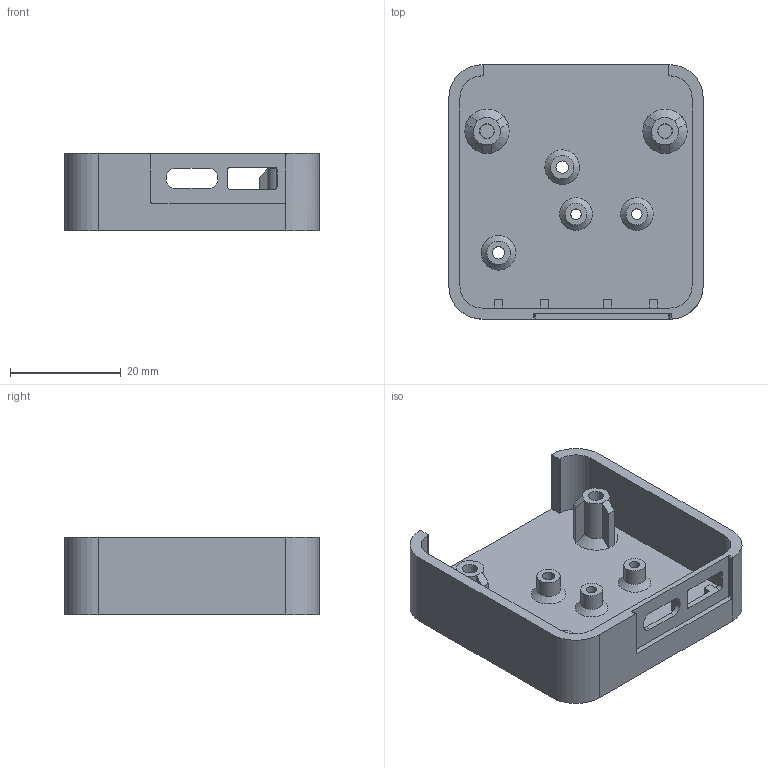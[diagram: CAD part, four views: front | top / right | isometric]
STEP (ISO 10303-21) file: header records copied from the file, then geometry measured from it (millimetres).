
FILE_DESCRIPTION(/* description */ (''),/* implementation_level */ '2;1');
FILE_NAME(/* name */ 'box.step',/* time_stamp */ '2025-10-16T22:52:53+02:00',/* author */ (''),/* organization */ (''),/* preprocessor_version */ 'ST-DEVELOPER v20.1',/* originating_system */ 'Autodesk Translation Framework v14.17.0.0',/* authorisation */ '');
FILE_SCHEMA (('AUTOMOTIVE_DESIGN { 1 0 10303 214 3 1 1 }'));
Length unit declared in the file: millimetre
Products named in the file (1): box
Bounding box: 46 x 46 x 14 mm (x, y, z)
Volume: 7759.5 mm3; surface area: 8648.2 mm2
Topology: 1 solids, 1 shells, 121 faces, 328 edges, 216 vertices
Faces by surface type: plane 75, cylinder 34, cone 12
Full cylindrical faces by diameter (mm): 1.9 x2, 2.25 x2, 3.9 x2, 4.25 x2
Entity records: 3852 total; most frequent: CARTESIAN_POINT 699, ORIENTED_EDGE 656, DIRECTION 641, EDGE_CURVE 328, LINE 233, VECTOR 233, VERTEX_POINT 216, AXIS2_PLACEMENT_3D 204
